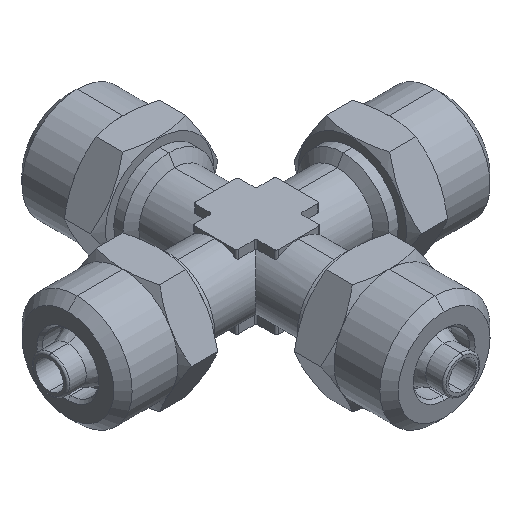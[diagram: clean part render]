
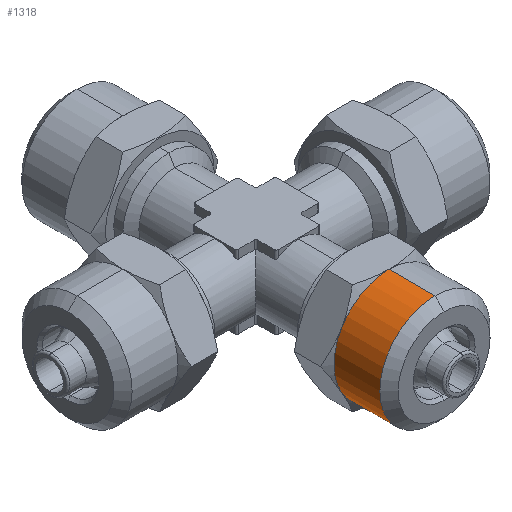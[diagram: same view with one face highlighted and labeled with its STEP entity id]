
A CAD part, isometric view. The second image highlights one B-rep face of the part: STEP entity #1318.
In plain terms, the highlighted cylindrical face has radius 6 mm (diameter 12 mm), a partial arc.
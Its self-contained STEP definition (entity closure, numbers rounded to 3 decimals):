
#73 = AXIS2_PLACEMENT_3D ( 'NONE', #6307, #6305, #6304 ) ;
#76 = CIRCLE ( 'NONE', #73, 6. ) ;
#293 = VECTOR ( 'NONE', #6267, 1000. ) ;
#297 = CIRCLE ( 'NONE', #303, 6. ) ;
#303 = AXIS2_PLACEMENT_3D ( 'NONE', #6266, #6265, #6263 ) ;
#317 = AXIS2_PLACEMENT_3D ( 'NONE', #6283, #6281, #6280 ) ;
#326 = AXIS2_PLACEMENT_3D ( 'NONE', #6262, #6261, #6259 ) ;
#333 = CIRCLE ( 'NONE', #326, 6. ) ;
#339 = CIRCLE ( 'NONE', #317, 6. ) ;
#343 = VECTOR ( 'NONE', #6225, 1000. ) ;
#1318 = ADVANCED_FACE ( 'NONE', ( #4725 ), #4726, .T. ) ;
#1497 = EDGE_CURVE ( 'NONE', #3751, #3754, #76, .T. ) ;
#1503 = EDGE_CURVE ( 'NONE', #3753, #3756, #339, .T. ) ;
#1506 = EDGE_CURVE ( 'NONE', #3753, #3747, #4811, .T. ) ;
#1507 = EDGE_CURVE ( 'NONE', #3746, #3751, #297, .T. ) ;
#1508 = EDGE_CURVE ( 'NONE', #3747, #3746, #333, .T. ) ;
#1515 = EDGE_CURVE ( 'NONE', #3756, #3754, #4815, .T. ) ;
#2431 = ORIENTED_EDGE ( 'NONE', *, *, #1503, .T. ) ;
#2433 = ORIENTED_EDGE ( 'NONE', *, *, #1507, .F. ) ;
#2434 = ORIENTED_EDGE ( 'NONE', *, *, #1515, .T. ) ;
#2435 = ORIENTED_EDGE ( 'NONE', *, *, #1508, .F. ) ;
#2442 = ORIENTED_EDGE ( 'NONE', *, *, #1506, .F. ) ;
#2448 = ORIENTED_EDGE ( 'NONE', *, *, #1497, .F. ) ;
#3528 = EDGE_LOOP ( 'NONE', ( #2431, #2434, #2448, #2433, #2435, #2442 ) ) ;
#3746 = VERTEX_POINT ( 'NONE', #5998 ) ;
#3747 = VERTEX_POINT ( 'NONE', #5999 ) ;
#3751 = VERTEX_POINT ( 'NONE', #6003 ) ;
#3753 = VERTEX_POINT ( 'NONE', #6005 ) ;
#3754 = VERTEX_POINT ( 'NONE', #6006 ) ;
#3756 = VERTEX_POINT ( 'NONE', #6008 ) ;
#4495 = AXIS2_PLACEMENT_3D ( 'NONE', #5636, #5635, #5634 ) ;
#4725 = FACE_OUTER_BOUND ( 'NONE', #3528, .T. ) ;
#4726 = CYLINDRICAL_SURFACE ( 'NONE', #4495, 6. ) ;
#4811 = LINE ( 'NONE', #6268, #293 ) ;
#4815 = LINE ( 'NONE', #6226, #343 ) ;
#5634 = DIRECTION ( 'NONE',  ( 0., 0., -1. ) ) ;
#5635 = DIRECTION ( 'NONE',  ( 0., 1., 0. ) ) ;
#5636 = CARTESIAN_POINT ( 'NONE',  ( 0., -8.081, 0. ) ) ;
#5998 = CARTESIAN_POINT ( 'NONE',  ( -5.196, -14.5, -3. ) ) ;
#5999 = CARTESIAN_POINT ( 'NONE',  ( 0., -14.5, -6. ) ) ;
#6003 = CARTESIAN_POINT ( 'NONE',  ( -5.196, -14.5, 3. ) ) ;
#6005 = CARTESIAN_POINT ( 'NONE',  ( 0., -19.5, -6. ) ) ;
#6006 = CARTESIAN_POINT ( 'NONE',  ( 0., -14.5, 6. ) ) ;
#6008 = CARTESIAN_POINT ( 'NONE',  ( 0., -19.5, 6. ) ) ;
#6225 = DIRECTION ( 'NONE',  ( 0., 1., 0. ) ) ;
#6226 = CARTESIAN_POINT ( 'NONE',  ( 0., -8.081, 6. ) ) ;
#6259 = DIRECTION ( 'NONE',  ( 0., 0., -1. ) ) ;
#6261 = DIRECTION ( 'NONE',  ( 0., 1., 0. ) ) ;
#6262 = CARTESIAN_POINT ( 'NONE',  ( 0., -14.5, 0. ) ) ;
#6263 = DIRECTION ( 'NONE',  ( 0., 0., -1. ) ) ;
#6265 = DIRECTION ( 'NONE',  ( 0., 1., 0. ) ) ;
#6266 = CARTESIAN_POINT ( 'NONE',  ( 0., -14.5, 0. ) ) ;
#6267 = DIRECTION ( 'NONE',  ( 0., 1., 0. ) ) ;
#6268 = CARTESIAN_POINT ( 'NONE',  ( 0., -8.081, -6. ) ) ;
#6280 = DIRECTION ( 'NONE',  ( 0., 0., -1. ) ) ;
#6281 = DIRECTION ( 'NONE',  ( 0., 1., 0. ) ) ;
#6283 = CARTESIAN_POINT ( 'NONE',  ( 0., -19.5, 0. ) ) ;
#6304 = DIRECTION ( 'NONE',  ( 0., 0., -1. ) ) ;
#6305 = DIRECTION ( 'NONE',  ( 0., 1., 0. ) ) ;
#6307 = CARTESIAN_POINT ( 'NONE',  ( 0., -14.5, 0. ) ) ;
